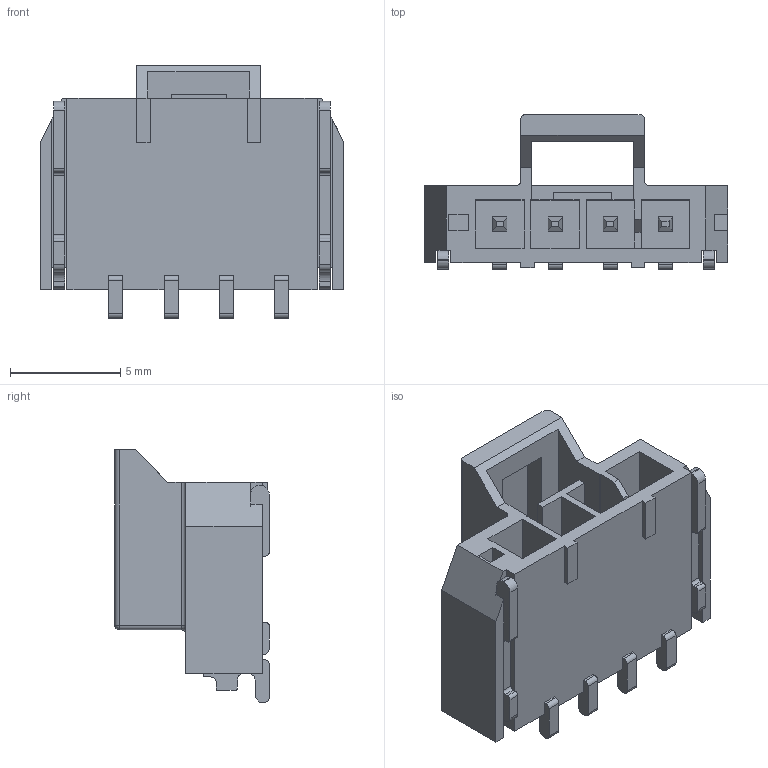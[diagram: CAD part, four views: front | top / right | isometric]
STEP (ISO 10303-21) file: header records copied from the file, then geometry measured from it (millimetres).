
FILE_DESCRIPTION(/* description */ ('STEP AP214'),/* implementation_level */ '2;1');
FILE_NAME(/* name */ '1054301204.STEP',/* time_stamp */ '2024-07-31T12:28:38+02:00',/* author */ ('roman'),/* organization */ (''),/* preprocessor_version */ 'ST-DEVELOPER v19.2',/* originating_system */ 'Autodesk Inventor 2024',/* authorisation */ '');
FILE_SCHEMA (('AUTOMOTIVE_DESIGN { 1 0 10303 214 3 1 1 }'));
Length unit declared in the file: millimetre
Products named in the file (1): 1054301204.stp
Bounding box: 13.74 x 6.99 x 11.43 mm (x, y, z)
Volume: 338.2 mm3; surface area: 915.5 mm2
Topology: 1 solids, 1 shells, 261 faces, 725 edges, 472 vertices
Faces by surface type: plane 204, cylinder 53, sphere 2, torus 2
Entity records: 8433 total; most frequent: CARTESIAN_POINT 1457, ORIENTED_EDGE 1446, DIRECTION 1355, EDGE_CURVE 723, LINE 615, VECTOR 615, VERTEX_POINT 472, AXIS2_PLACEMENT_3D 370
